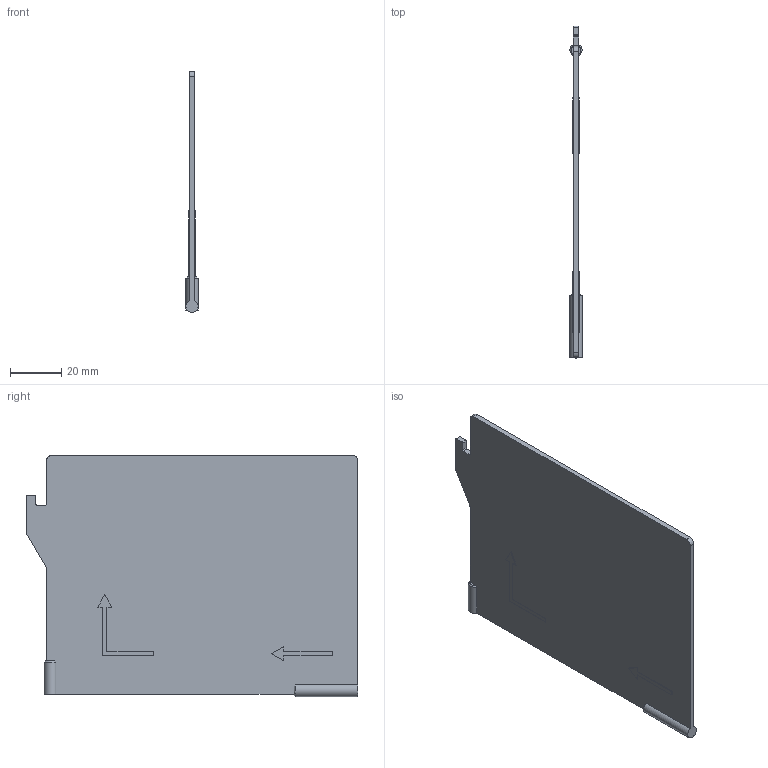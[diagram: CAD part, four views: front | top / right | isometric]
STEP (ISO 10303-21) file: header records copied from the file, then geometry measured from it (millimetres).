
FILE_DESCRIPTION((''),'2;1');
FILE_NAME('8742668','2021-09-17T10:53:25',('lrg'),(''),'CREO PARAMETRIC BY PTC INC, 2020044','CREO PARAMETRIC BY PTC INC, 2020044','');
FILE_SCHEMA(('CONFIG_CONTROL_DESIGN','SHAPE_APPEARANCE_LAYERS_GROUPS'));
Length unit declared in the file: millimetre
Products named in the file (1): 8742668
Bounding box: 4.78 x 130 x 94.49 mm (x, y, z)
Volume: 23596.9 mm3; surface area: 24287.3 mm2
Topology: 1 solids, 1 shells, 62 faces, 168 edges, 112 vertices
Faces by surface type: plane 50, cylinder 10, cone 2
Entity records: 2005 total; most frequent: CARTESIAN_POINT 362, ORIENTED_EDGE 336, DIRECTION 310, EDGE_CURVE 168, VECTOR 142, LINE 142, VERTEX_POINT 112, AXIS2_PLACEMENT_3D 84
